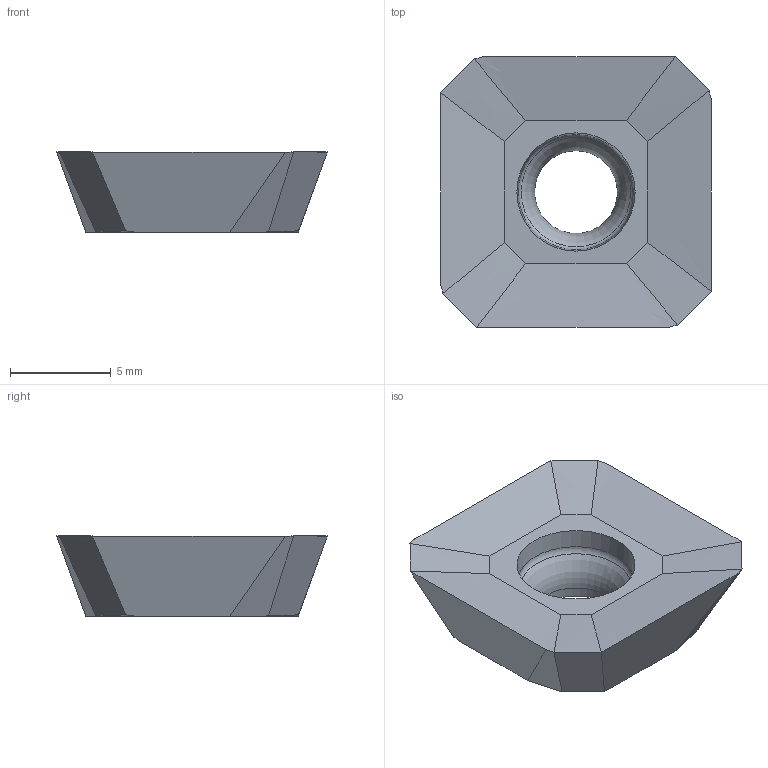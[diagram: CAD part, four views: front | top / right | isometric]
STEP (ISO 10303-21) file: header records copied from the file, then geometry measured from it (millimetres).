
FILE_DESCRIPTION(/* description */ (''),/* implementation_level */ '2;1');
FILE_NAME(/* name */ 'aaa331954_a.stp',/* time_stamp */ '2019-05-13T08:35:34+02:00',/* author */ (''),/* organization */ ('SMS'),/* preprocessor_version */ 'ST-DEVELOPER v15',/* originating_system */ 'SIEMENS PLM Software NX 8.5',/* authorisation */ '');
FILE_SCHEMA (('AUTOMOTIVE_DESIGN { 1 0 10303 214 3 1 1 1 }'));
Length unit declared in the file: millimetre
Products named in the file (1): AAA331954_A
Bounding box: 13.39 x 13.39 x 3.97 mm (x, y, z)
Volume: 418.3 mm3; surface area: 476.6 mm2
Topology: 1 solids, 1 shells, 37 faces, 153 edges, 121 vertices
Faces by surface type: plane 15, bspline 8, torus 7, extrusion 4, cone 2, cylinder 1
Full cylindrical faces by diameter (mm): 4.1 x1
Entity records: 4157 total; most frequent: CARTESIAN_POINT 3035, ORIENTED_EDGE 294, EDGE_CURVE 147, VERTEX_POINT 119, DIRECTION 114, B_SPLINE_CURVE_WITH_KNOTS 109, EDGE_LOOP 46, AXIS2_PLACEMENT_3D 39
